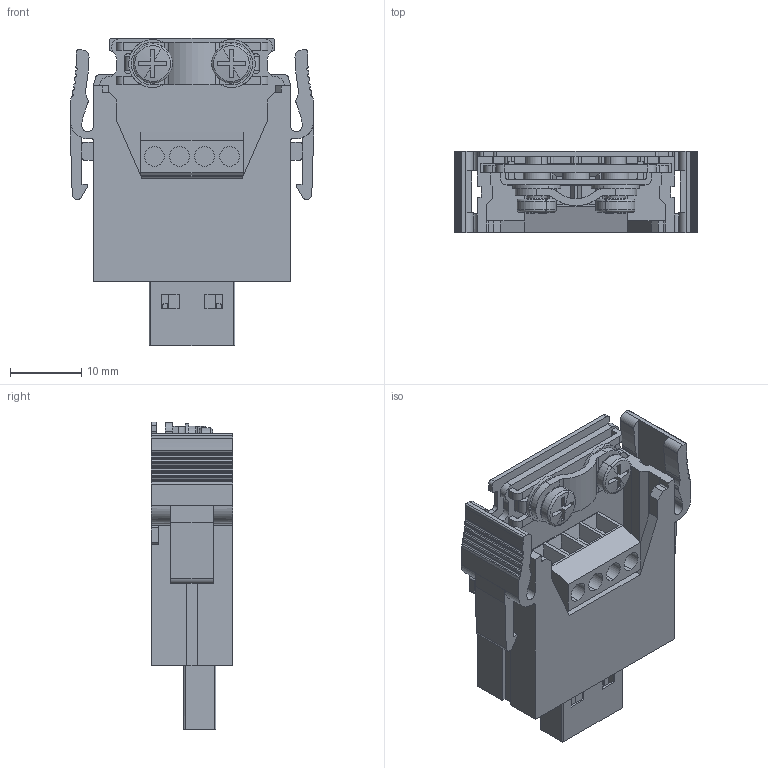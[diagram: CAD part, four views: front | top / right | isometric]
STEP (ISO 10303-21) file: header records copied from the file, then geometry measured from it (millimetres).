
FILE_DESCRIPTION(('CATIA V5 STEP Exchange','CAx-IF Rec.Pracs.--- Model Styling and Organization---1.2---2011-12-15'),'2;1');
FILE_NAME ('022328-3_1', '2018-10-03T11:32:30+00:00', ('none'), ('Weidmueller'), 'CATIA Version 5-6 Release 2014', 'CATIA V5 STEP AP214', 'none');
FILE_SCHEMA(('AUTOMOTIVE_DESIGN { 1 0 10303 214 1 1 1 1 }'));
Length unit declared in the file: millimetre
Products named in the file (1): 1806060000
Bounding box: 34 x 11.4 x 43.06 mm (x, y, z)
Volume: 5705.8 mm3; surface area: 10952.2 mm2
Topology: 5 solids, 6 shells, 781 faces, 2176 edges, 1427 vertices
Faces by surface type: plane 465, cylinder 292, torus 12, cone 8, sphere 4
Entity records: 23593 total; most frequent: CARTESIAN_POINT 4433, ORIENTED_EDGE 4352, DIRECTION 3224, EDGE_CURVE 2176, VECTOR 1458, LINE 1458, VERTEX_POINT 1427, AXIS2_PLACEMENT_3D 1218
